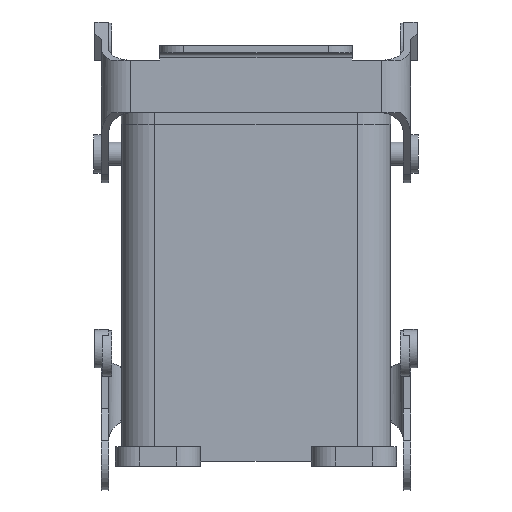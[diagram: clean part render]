
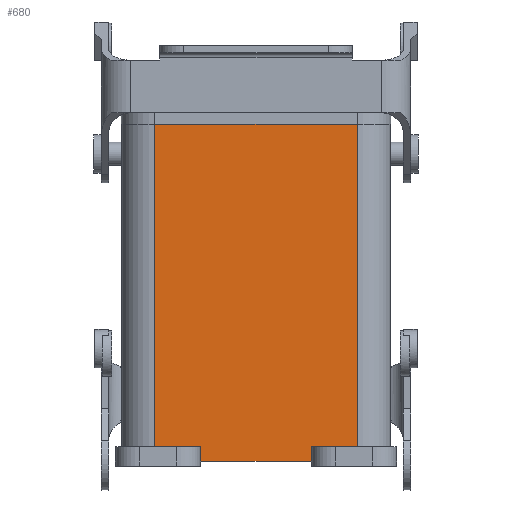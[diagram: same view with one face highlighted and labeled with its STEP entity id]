
A CAD part, left-side view. The second image highlights one B-rep face of the part: STEP entity #680.
In plain terms, the highlighted planar face has unit normal (-1, 0, 0).
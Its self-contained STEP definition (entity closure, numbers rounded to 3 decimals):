
#680 = ADVANCED_FACE( '', ( #1419 ), #1420, .F. );
#1419 = FACE_OUTER_BOUND( '', #2165, .T. );
#1420 = PLANE( '', #2166 );
#2165 = EDGE_LOOP( '', ( #4068, #4069, #4070, #4071, #4072, #4073, #4074, #4075 ) );
#2166 = AXIS2_PLACEMENT_3D( '', #4076, #4077, #4078 );
#4068 = ORIENTED_EDGE( '', *, *, #4822, .T. );
#4069 = ORIENTED_EDGE( '', *, *, #4298, .F. );
#4070 = ORIENTED_EDGE( '', *, *, #4813, .F. );
#4071 = ORIENTED_EDGE( '', *, *, #4600, .F. );
#4072 = ORIENTED_EDGE( '', *, *, #4618, .F. );
#4073 = ORIENTED_EDGE( '', *, *, #4762, .T. );
#4074 = ORIENTED_EDGE( '', *, *, #4347, .T. );
#4075 = ORIENTED_EDGE( '', *, *, #4711, .T. );
#4076 = CARTESIAN_POINT( '', ( -41., 0., 70. ) );
#4077 = DIRECTION( '', ( 1., 0., 0. ) );
#4078 = DIRECTION( '', ( 0., 0., -1. ) );
#4298 = EDGE_CURVE( '', #5157, #5147, #5159, .T. );
#4347 = EDGE_CURVE( '', #5244, #5245, #5246, .T. );
#4600 = EDGE_CURVE( '', #5647, #5648, #5649, .T. );
#4618 = EDGE_CURVE( '', #5672, #5647, #5673, .T. );
#4711 = EDGE_CURVE( '', #5245, #5803, #5804, .T. );
#4762 = EDGE_CURVE( '', #5672, #5244, #5870, .T. );
#4813 = EDGE_CURVE( '', #5648, #5157, #5935, .F. );
#4822 = EDGE_CURVE( '', #5803, #5147, #5946, .F. );
#5147 = VERTEX_POINT( '', #6363 );
#5157 = VERTEX_POINT( '', #6376 );
#5159 = LINE( '', #6378, #6379 );
#5244 = VERTEX_POINT( '', #6486 );
#5245 = VERTEX_POINT( '', #6487 );
#5246 = LINE( '', #6488, #6489 );
#5647 = VERTEX_POINT( '', #7070 );
#5648 = VERTEX_POINT( '', #7071 );
#5649 = LINE( '', #7072, #7073 );
#5672 = VERTEX_POINT( '', #7102 );
#5673 = LINE( '', #7103, #7104 );
#5803 = VERTEX_POINT( '', #7278 );
#5804 = LINE( '', #7279, #7280 );
#5870 = LINE( '', #7364, #7365 );
#5935 = LINE( '', #7455, #7456 );
#5946 = LINE( '', #7469, #7470 );
#6363 = CARTESIAN_POINT( '', ( -41., -21., 70. ) );
#6376 = CARTESIAN_POINT( '', ( -41., 21., 70. ) );
#6378 = CARTESIAN_POINT( '', ( -41., 0., 70. ) );
#6379 = VECTOR( '', #7786, 1000. );
#6486 = CARTESIAN_POINT( '', ( -41., -11.5, 0. ) );
#6487 = CARTESIAN_POINT( '', ( -41., -11.5, 3. ) );
#6488 = CARTESIAN_POINT( '', ( -41., -11.5, 70. ) );
#6489 = VECTOR( '', #7866, 1000. );
#7070 = CARTESIAN_POINT( '', ( -41., 11.5, 3. ) );
#7071 = CARTESIAN_POINT( '', ( -41., 21., 3. ) );
#7072 = CARTESIAN_POINT( '', ( -41., 0., 3. ) );
#7073 = VECTOR( '', #8196, 1000. );
#7102 = CARTESIAN_POINT( '', ( -41., 11.5, 0. ) );
#7103 = CARTESIAN_POINT( '', ( -41., 11.5, 70. ) );
#7104 = VECTOR( '', #8218, 1000. );
#7278 = CARTESIAN_POINT( '', ( -41., -21., 3. ) );
#7279 = CARTESIAN_POINT( '', ( -41., 0., 3. ) );
#7280 = VECTOR( '', #8320, 1000. );
#7364 = CARTESIAN_POINT( '', ( -41., 0., 0. ) );
#7365 = VECTOR( '', #8384, 1000. );
#7455 = CARTESIAN_POINT( '', ( -41., 21., 70. ) );
#7456 = VECTOR( '', #8440, 1000. );
#7469 = CARTESIAN_POINT( '', ( -41., -21., 70. ) );
#7470 = VECTOR( '', #8449, 1000. );
#7786 = DIRECTION( '', ( 0., -1., 0. ) );
#7866 = DIRECTION( '', ( 0., 0., 1. ) );
#8196 = DIRECTION( '', ( 0., 1., 0. ) );
#8218 = DIRECTION( '', ( 0., 0., 1. ) );
#8320 = DIRECTION( '', ( 0., -1., 0. ) );
#8384 = DIRECTION( '', ( 0., -1., 0. ) );
#8440 = DIRECTION( '', ( 0., 0., -1. ) );
#8449 = DIRECTION( '', ( 0., 0., -1. ) );
